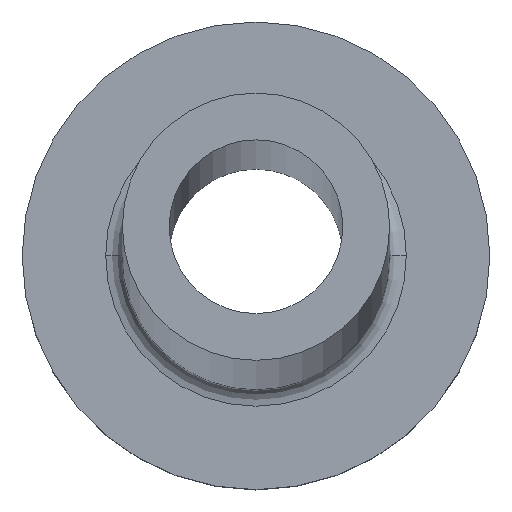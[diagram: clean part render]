
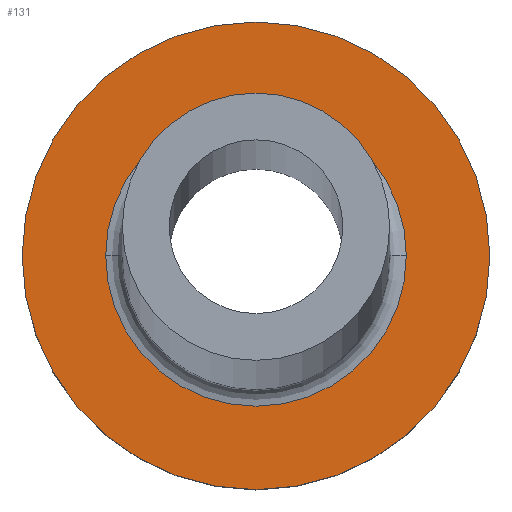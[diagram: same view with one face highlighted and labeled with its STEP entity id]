
A CAD part, top view. The second image highlights one B-rep face of the part: STEP entity #131.
In plain terms, the highlighted planar face has unit normal (0, 0, 1).
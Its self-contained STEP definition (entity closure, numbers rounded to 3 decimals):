
#1 = ORIENTED_EDGE ( 'NONE', *, *, #310, .T. ) ;
#8 = ORIENTED_EDGE ( 'NONE', *, *, #210, .T. ) ;
#9 = DIRECTION ( 'NONE',  ( 0., 0., -1. ) ) ;
#23 = EDGE_CURVE ( 'NONE', #96, #248, #240, .T. ) ;
#36 = EDGE_LOOP ( 'NONE', ( #208, #44 ) ) ;
#44 = ORIENTED_EDGE ( 'NONE', *, *, #23, .T. ) ;
#48 = CARTESIAN_POINT ( 'NONE',  ( 0., 0., 5. ) ) ;
#49 = CARTESIAN_POINT ( 'NONE',  ( 0., 0., 5. ) ) ;
#63 = AXIS2_PLACEMENT_3D ( 'NONE', #49, #169, #80 ) ;
#78 = FACE_BOUND ( 'NONE', #36, .T. ) ;
#80 = DIRECTION ( 'NONE',  ( 1., 0., 0. ) ) ;
#85 = DIRECTION ( 'NONE',  ( 1., 0., 0. ) ) ;
#94 = AXIS2_PLACEMENT_3D ( 'NONE', #186, #9, #121 ) ;
#96 = VERTEX_POINT ( 'NONE', #282 ) ;
#105 = DIRECTION ( 'NONE',  ( 0., 0., 1. ) ) ;
#106 = PLANE ( 'NONE',  #250 ) ;
#109 = EDGE_LOOP ( 'NONE', ( #1, #8 ) ) ;
#112 = DIRECTION ( 'NONE',  ( 0., 0., 1. ) ) ;
#121 = DIRECTION ( 'NONE',  ( 1., 0., 0. ) ) ;
#130 = DIRECTION ( 'NONE',  ( 1., 0., 0. ) ) ;
#131 = ADVANCED_FACE ( 'NONE', ( #78, #205 ), #106, .T. ) ;
#133 = CIRCLE ( 'NONE', #159, 7. ) ;
#134 = CARTESIAN_POINT ( 'NONE',  ( 7., 0., 5. ) ) ;
#136 = CARTESIAN_POINT ( 'NONE',  ( -7., 0., 5. ) ) ;
#142 = VERTEX_POINT ( 'NONE', #134 ) ;
#159 = AXIS2_PLACEMENT_3D ( 'NONE', #233, #318, #130 ) ;
#169 = DIRECTION ( 'NONE',  ( 0., 0., -1. ) ) ;
#175 = VERTEX_POINT ( 'NONE', #136 ) ;
#186 = CARTESIAN_POINT ( 'NONE',  ( 0., 0., 5. ) ) ;
#205 = FACE_OUTER_BOUND ( 'NONE', #109, .T. ) ;
#208 = ORIENTED_EDGE ( 'NONE', *, *, #254, .T. ) ;
#210 = EDGE_CURVE ( 'NONE', #142, #175, #133, .T. ) ;
#230 = CIRCLE ( 'NONE', #352, 7. ) ;
#231 = CARTESIAN_POINT ( 'NONE',  ( 4.5, 0., 5. ) ) ;
#233 = CARTESIAN_POINT ( 'NONE',  ( 0., 0., 5. ) ) ;
#236 = DIRECTION ( 'NONE',  ( 1., 0., 0. ) ) ;
#240 = CIRCLE ( 'NONE', #94, 4.5 ) ;
#241 = CARTESIAN_POINT ( 'NONE',  ( 0., 0., 5. ) ) ;
#248 = VERTEX_POINT ( 'NONE', #231 ) ;
#250 = AXIS2_PLACEMENT_3D ( 'NONE', #48, #105, #236 ) ;
#254 = EDGE_CURVE ( 'NONE', #248, #96, #278, .T. ) ;
#278 = CIRCLE ( 'NONE', #63, 4.5 ) ;
#282 = CARTESIAN_POINT ( 'NONE',  ( -4.5, 0., 5. ) ) ;
#310 = EDGE_CURVE ( 'NONE', #175, #142, #230, .T. ) ;
#318 = DIRECTION ( 'NONE',  ( 0., 0., 1. ) ) ;
#352 = AXIS2_PLACEMENT_3D ( 'NONE', #241, #112, #85 ) ;
